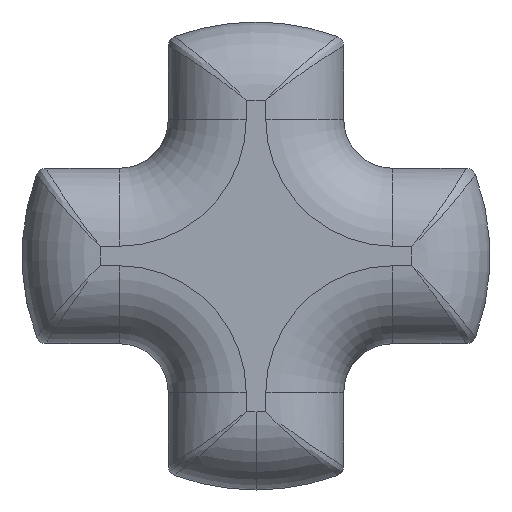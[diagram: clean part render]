
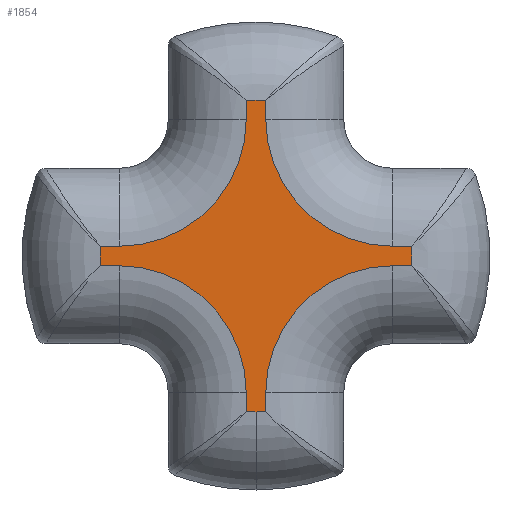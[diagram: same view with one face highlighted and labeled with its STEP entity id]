
A CAD part, left-side view. The second image highlights one B-rep face of the part: STEP entity #1854.
In plain terms, the highlighted planar face has unit normal (-1, 0, 0).
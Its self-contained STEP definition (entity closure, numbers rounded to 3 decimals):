
#11 = ORIENTED_EDGE ( 'NONE', *, *, #713, .T. ) ;
#25 = DIRECTION ( 'NONE',  ( 0., 1., 0. ) ) ;
#40 = AXIS2_PLACEMENT_3D ( 'NONE', #1173, #2542, #1365 ) ;
#51 = VERTEX_POINT ( 'NONE', #1725 ) ;
#85 = DIRECTION ( 'NONE',  ( -1., 0., 0. ) ) ;
#96 = VECTOR ( 'NONE', #1320, 1000. ) ;
#126 = DIRECTION ( 'NONE',  ( 0., 0., -1. ) ) ;
#141 = DIRECTION ( 'NONE',  ( 0., 0., -1. ) ) ;
#160 = CARTESIAN_POINT ( 'NONE',  ( 0., -0.1, -1.4 ) ) ;
#164 = VERTEX_POINT ( 'NONE', #2439 ) ;
#184 = AXIS2_PLACEMENT_3D ( 'NONE', #1457, #276, #1667 ) ;
#186 = LINE ( 'NONE', #2440, #966 ) ;
#196 = CARTESIAN_POINT ( 'NONE',  ( 0., 0., 0.1 ) ) ;
#224 = CARTESIAN_POINT ( 'NONE',  ( 0., -1.597, -0.1 ) ) ;
#237 = CARTESIAN_POINT ( 'NONE',  ( 0., -1.4, 0.1 ) ) ;
#248 = CARTESIAN_POINT ( 'NONE',  ( 0., 0.1, 1.597 ) ) ;
#265 = CARTESIAN_POINT ( 'NONE',  ( 0., 0., 0. ) ) ;
#276 = DIRECTION ( 'NONE',  ( 1., 0., 0. ) ) ;
#311 = ORIENTED_EDGE ( 'NONE', *, *, #1812, .T. ) ;
#362 = EDGE_CURVE ( 'NONE', #2304, #1231, #1172, .T. ) ;
#366 = CARTESIAN_POINT ( 'NONE',  ( 0., -0.1, 0. ) ) ;
#409 = AXIS2_PLACEMENT_3D ( 'NONE', #2493, #1316, #126 ) ;
#435 = ORIENTED_EDGE ( 'NONE', *, *, #2027, .T. ) ;
#443 = DIRECTION ( 'NONE',  ( 0., 0., 1. ) ) ;
#450 = CIRCLE ( 'NONE', #409, 1.3 ) ;
#466 = DIRECTION ( 'NONE',  ( 0., 0., -1. ) ) ;
#526 = CARTESIAN_POINT ( 'NONE',  ( 0., 0., -0.1 ) ) ;
#544 = AXIS2_PLACEMENT_3D ( 'NONE', #265, #1657, #466 ) ;
#570 = ORIENTED_EDGE ( 'NONE', *, *, #1126, .T. ) ;
#605 = VERTEX_POINT ( 'NONE', #1075 ) ;
#623 = EDGE_CURVE ( 'NONE', #1771, #2397, #727, .T. ) ;
#632 = CARTESIAN_POINT ( 'NONE',  ( 0., -1.597, 0.1 ) ) ;
#653 = CIRCLE ( 'NONE', #40, 1.3 ) ;
#657 = EDGE_CURVE ( 'NONE', #605, #2146, #1583, .T. ) ;
#713 = EDGE_CURVE ( 'NONE', #1975, #1383, #2501, .T. ) ;
#727 = CIRCLE ( 'NONE', #1143, 1.6 ) ;
#730 = DIRECTION ( 'NONE',  ( -1., 0., 0. ) ) ;
#741 = DIRECTION ( 'NONE',  ( 0., 1., 0. ) ) ;
#758 = CARTESIAN_POINT ( 'NONE',  ( 0., 0., -0.1 ) ) ;
#802 = VERTEX_POINT ( 'NONE', #2138 ) ;
#811 = CARTESIAN_POINT ( 'NONE',  ( 0., 0., 0. ) ) ;
#884 = EDGE_CURVE ( 'NONE', #2222, #164, #1504, .T. ) ;
#907 = CARTESIAN_POINT ( 'NONE',  ( 0., 0., 0. ) ) ;
#938 = ORIENTED_EDGE ( 'NONE', *, *, #2208, .T. ) ;
#942 = EDGE_CURVE ( 'NONE', #2385, #802, #450, .T. ) ;
#966 = VECTOR ( 'NONE', #443, 1000. ) ;
#971 = LINE ( 'NONE', #2465, #1423 ) ;
#1007 = DIRECTION ( 'NONE',  ( 1., 0., 0. ) ) ;
#1020 = AXIS2_PLACEMENT_3D ( 'NONE', #1902, #730, #2106 ) ;
#1038 = ORIENTED_EDGE ( 'NONE', *, *, #1688, .T. ) ;
#1067 = DIRECTION ( 'NONE',  ( 1., 0., 0. ) ) ;
#1068 = VECTOR ( 'NONE', #2140, 1000. ) ;
#1075 = CARTESIAN_POINT ( 'NONE',  ( 0., 1.597, -0.1 ) ) ;
#1080 = AXIS2_PLACEMENT_3D ( 'NONE', #2250, #1067, #2438 ) ;
#1102 = DIRECTION ( 'NONE',  ( 0., 0., -1. ) ) ;
#1122 = CARTESIAN_POINT ( 'NONE',  ( 0., 0.1, 0. ) ) ;
#1126 = EDGE_CURVE ( 'NONE', #2359, #1373, #1284, .T. ) ;
#1134 = ORIENTED_EDGE ( 'NONE', *, *, #2491, .T. ) ;
#1143 = AXIS2_PLACEMENT_3D ( 'NONE', #2505, #1331, #141 ) ;
#1148 = VECTOR ( 'NONE', #1901, 1000. ) ;
#1172 = LINE ( 'NONE', #366, #2159 ) ;
#1173 = CARTESIAN_POINT ( 'NONE',  ( 0., 1.4, 1.4 ) ) ;
#1190 = CARTESIAN_POINT ( 'NONE',  ( 0., 0.1, 1.4 ) ) ;
#1231 = VERTEX_POINT ( 'NONE', #160 ) ;
#1272 = CARTESIAN_POINT ( 'NONE',  ( 0., 0., 0. ) ) ;
#1275 = CARTESIAN_POINT ( 'NONE',  ( 0., -0.1, 1.597 ) ) ;
#1284 = CIRCLE ( 'NONE', #1482, 1.6 ) ;
#1316 = DIRECTION ( 'NONE',  ( 1., 0., 0. ) ) ;
#1320 = DIRECTION ( 'NONE',  ( 0., 0., -1. ) ) ;
#1331 = DIRECTION ( 'NONE',  ( -1., 0., 0. ) ) ;
#1354 = AXIS2_PLACEMENT_3D ( 'NONE', #907, #2286, #1102 ) ;
#1362 = DIRECTION ( 'NONE',  ( 0., 0., 1. ) ) ;
#1365 = DIRECTION ( 'NONE',  ( 0., 0., -1. ) ) ;
#1373 = VERTEX_POINT ( 'NONE', #632 ) ;
#1383 = VERTEX_POINT ( 'NONE', #1640 ) ;
#1423 = VECTOR ( 'NONE', #2077, 1000. ) ;
#1429 = EDGE_CURVE ( 'NONE', #1231, #2534, #2110, .T. ) ;
#1452 = VECTOR ( 'NONE', #25, 1000. ) ;
#1457 = CARTESIAN_POINT ( 'NONE',  ( 0., -1.4, -1.4 ) ) ;
#1460 = DIRECTION ( 'NONE',  ( 0., 0., -1. ) ) ;
#1482 = AXIS2_PLACEMENT_3D ( 'NONE', #1272, #85, #1460 ) ;
#1504 = CIRCLE ( 'NONE', #1354, 1.6 ) ;
#1524 = ORIENTED_EDGE ( 'NONE', *, *, #657, .T. ) ;
#1532 = ORIENTED_EDGE ( 'NONE', *, *, #623, .T. ) ;
#1539 = ORIENTED_EDGE ( 'NONE', *, *, #2312, .T. ) ;
#1583 = LINE ( 'NONE', #758, #1068 ) ;
#1589 = ORIENTED_EDGE ( 'NONE', *, *, #884, .T. ) ;
#1631 = CARTESIAN_POINT ( 'NONE',  ( 0., 1.4, 0.1 ) ) ;
#1640 = CARTESIAN_POINT ( 'NONE',  ( 0., 1.597, 0.1 ) ) ;
#1657 = DIRECTION ( 'NONE',  ( -1., 0., 0. ) ) ;
#1667 = DIRECTION ( 'NONE',  ( 0., 0., -1. ) ) ;
#1669 = ORIENTED_EDGE ( 'NONE', *, *, #362, .T. ) ;
#1688 = EDGE_CURVE ( 'NONE', #164, #2304, #2145, .T. ) ;
#1716 = EDGE_CURVE ( 'NONE', #2146, #51, #2202, .T. ) ;
#1723 = ORIENTED_EDGE ( 'NONE', *, *, #1985, .T. ) ;
#1725 = CARTESIAN_POINT ( 'NONE',  ( 0., 0.1, -1.4 ) ) ;
#1730 = LINE ( 'NONE', #526, #1148 ) ;
#1739 = CARTESIAN_POINT ( 'NONE',  ( 0., 1.4, -0.1 ) ) ;
#1771 = VERTEX_POINT ( 'NONE', #1275 ) ;
#1806 = VECTOR ( 'NONE', #741, 1000. ) ;
#1812 = EDGE_CURVE ( 'NONE', #2397, #2247, #971, .T. ) ;
#1854 = ADVANCED_FACE ( 'NONE', ( #2351 ), #2473, .F. ) ;
#1901 = DIRECTION ( 'NONE',  ( 0., -1., 0. ) ) ;
#1902 = CARTESIAN_POINT ( 'NONE',  ( 0., 0., 0. ) ) ;
#1939 = CIRCLE ( 'NONE', #1020, 1.6 ) ;
#1966 = LINE ( 'NONE', #196, #1452 ) ;
#1975 = VERTEX_POINT ( 'NONE', #1631 ) ;
#1985 = EDGE_CURVE ( 'NONE', #802, #1771, #186, .T. ) ;
#2027 = EDGE_CURVE ( 'NONE', #1383, #605, #1939, .T. ) ;
#2077 = DIRECTION ( 'NONE',  ( 0., 0., -1. ) ) ;
#2106 = DIRECTION ( 'NONE',  ( 0., 0., -1. ) ) ;
#2110 = CIRCLE ( 'NONE', #184, 1.3 ) ;
#2121 = CARTESIAN_POINT ( 'NONE',  ( 0., 0., 0.1 ) ) ;
#2126 = ORIENTED_EDGE ( 'NONE', *, *, #1716, .T. ) ;
#2138 = CARTESIAN_POINT ( 'NONE',  ( 0., -0.1, 1.4 ) ) ;
#2140 = DIRECTION ( 'NONE',  ( 0., -1., 0. ) ) ;
#2145 = CIRCLE ( 'NONE', #544, 1.6 ) ;
#2146 = VERTEX_POINT ( 'NONE', #1739 ) ;
#2159 = VECTOR ( 'NONE', #1362, 1000. ) ;
#2192 = LINE ( 'NONE', #1122, #96 ) ;
#2202 = CIRCLE ( 'NONE', #1080, 1.3 ) ;
#2208 = EDGE_CURVE ( 'NONE', #2247, #1975, #653, .T. ) ;
#2222 = VERTEX_POINT ( 'NONE', #2547 ) ;
#2236 = ORIENTED_EDGE ( 'NONE', *, *, #942, .T. ) ;
#2247 = VERTEX_POINT ( 'NONE', #1190 ) ;
#2250 = CARTESIAN_POINT ( 'NONE',  ( 0., 1.4, -1.4 ) ) ;
#2265 = ORIENTED_EDGE ( 'NONE', *, *, #2498, .T. ) ;
#2286 = DIRECTION ( 'NONE',  ( -1., 0., 0. ) ) ;
#2304 = VERTEX_POINT ( 'NONE', #2390 ) ;
#2312 = EDGE_CURVE ( 'NONE', #1373, #2385, #1966, .T. ) ;
#2317 = ORIENTED_EDGE ( 'NONE', *, *, #1429, .T. ) ;
#2351 = FACE_OUTER_BOUND ( 'NONE', #2543, .T. ) ;
#2359 = VERTEX_POINT ( 'NONE', #224 ) ;
#2383 = DIRECTION ( 'NONE',  ( 0., 0., -1. ) ) ;
#2385 = VERTEX_POINT ( 'NONE', #237 ) ;
#2390 = CARTESIAN_POINT ( 'NONE',  ( 0., -0.1, -1.597 ) ) ;
#2397 = VERTEX_POINT ( 'NONE', #248 ) ;
#2438 = DIRECTION ( 'NONE',  ( 0., 0., -1. ) ) ;
#2439 = CARTESIAN_POINT ( 'NONE',  ( 0., 0., -1.6 ) ) ;
#2440 = CARTESIAN_POINT ( 'NONE',  ( 0., -0.1, 0. ) ) ;
#2465 = CARTESIAN_POINT ( 'NONE',  ( 0., 0.1, 0. ) ) ;
#2473 = PLANE ( 'NONE',  #2515 ) ;
#2491 = EDGE_CURVE ( 'NONE', #2534, #2359, #1730, .T. ) ;
#2493 = CARTESIAN_POINT ( 'NONE',  ( 0., -1.4, 1.4 ) ) ;
#2494 = CARTESIAN_POINT ( 'NONE',  ( 0., -1.4, -0.1 ) ) ;
#2498 = EDGE_CURVE ( 'NONE', #51, #2222, #2192, .T. ) ;
#2501 = LINE ( 'NONE', #2121, #1806 ) ;
#2505 = CARTESIAN_POINT ( 'NONE',  ( 0., 0., 0. ) ) ;
#2515 = AXIS2_PLACEMENT_3D ( 'NONE', #811, #1007, #2383 ) ;
#2534 = VERTEX_POINT ( 'NONE', #2494 ) ;
#2542 = DIRECTION ( 'NONE',  ( 1., 0., 0. ) ) ;
#2543 = EDGE_LOOP ( 'NONE', ( #1669, #2317, #1134, #570, #1539, #2236, #1723, #1532, #311, #938, #11, #435, #1524, #2126, #2265, #1589, #1038 ) ) ;
#2547 = CARTESIAN_POINT ( 'NONE',  ( 0., 0.1, -1.597 ) ) ;
